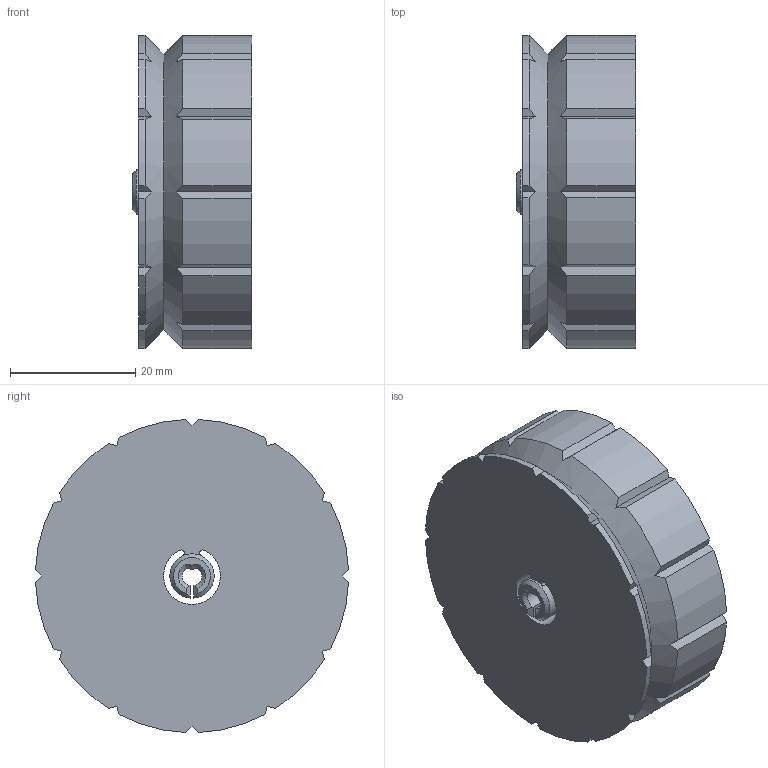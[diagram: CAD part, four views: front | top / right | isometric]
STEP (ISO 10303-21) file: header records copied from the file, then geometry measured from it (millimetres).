
FILE_DESCRIPTION(/* description */ (''),/* implementation_level */ '2;1');
FILE_NAME(/* name */ 'DriveWheel.step',/* time_stamp */ '2023-07-04T08:54:10-07:00',/* author */ (''),/* organization */ (''),/* preprocessor_version */ 'ST-DEVELOPER v19.2',/* originating_system */ 'Autodesk Translation Framework v12.6.0.85',/* authorisation */ '');
FILE_SCHEMA (('AUTOMOTIVE_DESIGN { 1 0 10303 214 3 1 1 }'));
Length unit declared in the file: millimetre
Products named in the file (1): DriveWheel
Bounding box: 19 x 49.96 x 49.96 mm (x, y, z)
Volume: 26150.9 mm3; surface area: 11329.6 mm2
Topology: 1 solids, 1 shells, 168 faces, 431 edges, 273 vertices
Faces by surface type: plane 99, cylinder 47, cone 22
Entity records: 5015 total; most frequent: CARTESIAN_POINT 1059, ORIENTED_EDGE 862, DIRECTION 798, EDGE_CURVE 431, AXIS2_PLACEMENT_3D 286, VERTEX_POINT 273, LINE 226, VECTOR 226
